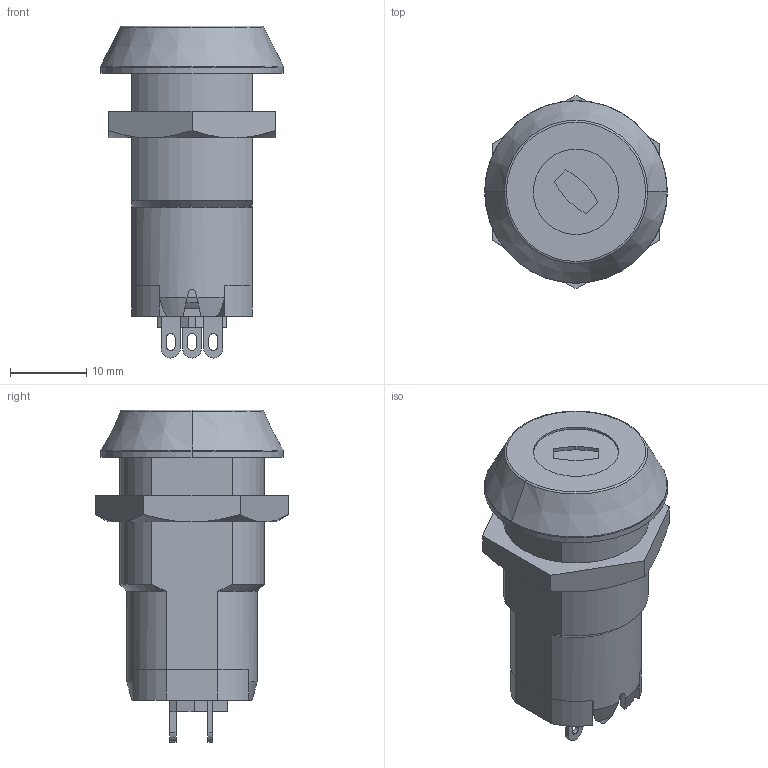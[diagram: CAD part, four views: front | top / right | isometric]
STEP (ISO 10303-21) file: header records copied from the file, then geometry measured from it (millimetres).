
FILE_DESCRIPTION (( 'STEP AP203' ), '1' );
FILE_NAME ('S-19-90-E-1.STEP', '2020-08-21T04:22:36', ( '' ), ( '' ), 'SwSTEP 2.0', 'SolidWorks 2018', '' );
FILE_SCHEMA (( 'CONFIG_CONTROL_DESIGN' ));
Length unit declared in the file: millimetre
Products named in the file (7): S-19-90-E-1; S-19-90-E-1_プラグキャップ_; S-19-90-E-1_スリーブ_; S-19-90-E-1_スイッチ_; S-19-90-E-1_キャップ_; S-19-90-E-1_ローター_; S-19-90-E-1_M19僫僢僩_
Assembly tree (6 placements, depth 2):
  S-19-90-E-1
    S-19-90-E-1_スリーブ_
    S-19-90-E-1_ローター_
    S-19-90-E-1_プラグキャップ_
    S-19-90-E-1_キャップ_
    S-19-90-E-1_スイッチ_
    S-19-90-E-1_M19僫僢僩_
Bounding box: 24 x 25.4 x 43.6 mm (x, y, z)
Volume: 9227 mm3; surface area: 8909.6 mm2
Topology: 6 solids, 6 shells, 203 faces, 520 edges, 342 vertices
Faces by surface type: plane 97, cylinder 64, cone 28, bspline 10, torus 4
Entity records: 7556 total; most frequent: CARTESIAN_POINT 1925, ORIENTED_EDGE 1040, DIRECTION 998, EDGE_CURVE 520, AXIS2_PLACEMENT_3D 372, VERTEX_POINT 342, VECTOR 254, LINE 254
